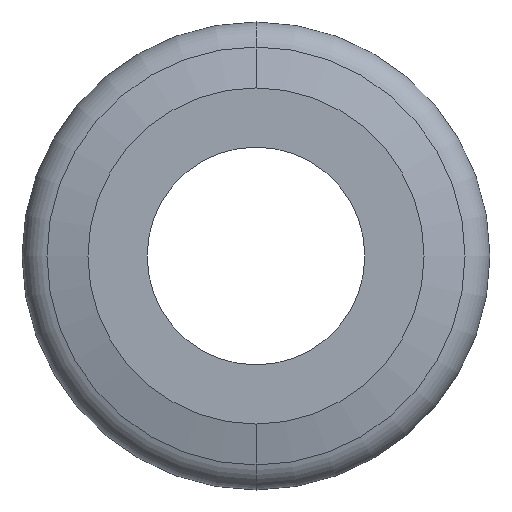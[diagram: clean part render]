
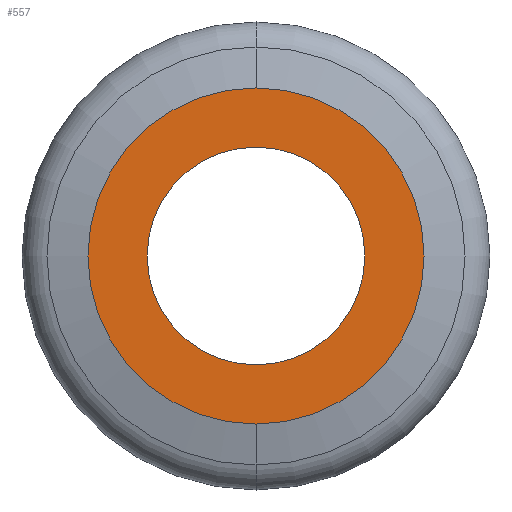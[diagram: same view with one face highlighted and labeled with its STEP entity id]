
A CAD part, left-side view. The second image highlights one B-rep face of the part: STEP entity #557.
In plain terms, the highlighted planar face has unit normal (-1, 0, 0).
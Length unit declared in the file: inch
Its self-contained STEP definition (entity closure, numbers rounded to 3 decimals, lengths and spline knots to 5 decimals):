
#8 = CIRCLE ( 'NONE', #675, 0.01652 ) ;
#16 = AXIS2_PLACEMENT_3D ( 'NONE', #185, #396, #285 ) ;
#28 = ORIENTED_EDGE ( 'NONE', *, *, #329, .T. ) ;
#34 = CARTESIAN_POINT ( 'NONE',  ( 3.43255, 5.75966, 0.0255 ) ) ;
#41 = VERTEX_POINT ( 'NONE', #420 ) ;
#43 = DIRECTION ( 'NONE',  ( 1., 0., 0. ) ) ;
#58 = CARTESIAN_POINT ( 'NONE',  ( 3.43255, 5.78516, 0. ) ) ;
#70 = EDGE_LOOP ( 'NONE', ( #28, #228 ) ) ;
#154 = FACE_BOUND ( 'NONE', #449, .T. ) ;
#157 = AXIS2_PLACEMENT_3D ( 'NONE', #217, #222, #173 ) ;
#160 = VERTEX_POINT ( 'NONE', #382 ) ;
#173 = DIRECTION ( 'NONE',  ( 0., 0., 1. ) ) ;
#185 = CARTESIAN_POINT ( 'NONE',  ( 3.43255, 5.75966, 0. ) ) ;
#197 = DIRECTION ( 'NONE',  ( 0., 0., 1. ) ) ;
#209 = ORIENTED_EDGE ( 'NONE', *, *, #487, .F. ) ;
#215 = CIRCLE ( 'NONE', #393, 0.01652 ) ;
#217 = CARTESIAN_POINT ( 'NONE',  ( 3.43255, 5.75966, 0. ) ) ;
#222 = DIRECTION ( 'NONE',  ( -1., 0., 0. ) ) ;
#228 = ORIENTED_EDGE ( 'NONE', *, *, #272, .T. ) ;
#265 = PLANE ( 'NONE',  #322 ) ;
#272 = EDGE_CURVE ( 'NONE', #618, #494, #562, .T. ) ;
#285 = DIRECTION ( 'NONE',  ( 0., 0., 1. ) ) ;
#306 = DIRECTION ( 'NONE',  ( -1., 0., 0. ) ) ;
#322 = AXIS2_PLACEMENT_3D ( 'NONE', #58, #43, #548 ) ;
#326 = FACE_OUTER_BOUND ( 'NONE', #70, .T. ) ;
#329 = EDGE_CURVE ( 'NONE', #494, #618, #635, .T. ) ;
#382 = CARTESIAN_POINT ( 'NONE',  ( 3.43255, 5.75966, -0.01652 ) ) ;
#393 = AXIS2_PLACEMENT_3D ( 'NONE', #402, #469, #197 ) ;
#394 = EDGE_CURVE ( 'NONE', #160, #41, #8, .T. ) ;
#396 = DIRECTION ( 'NONE',  ( -1., 0., 0. ) ) ;
#402 = CARTESIAN_POINT ( 'NONE',  ( 3.43255, 5.75966, 0. ) ) ;
#420 = CARTESIAN_POINT ( 'NONE',  ( 3.43255, 5.75966, 0.01652 ) ) ;
#449 = EDGE_LOOP ( 'NONE', ( #209, #650 ) ) ;
#465 = CARTESIAN_POINT ( 'NONE',  ( 3.43255, 5.75966, 0. ) ) ;
#469 = DIRECTION ( 'NONE',  ( -1., 0., 0. ) ) ;
#487 = EDGE_CURVE ( 'NONE', #41, #160, #215, .T. ) ;
#494 = VERTEX_POINT ( 'NONE', #34 ) ;
#548 = DIRECTION ( 'NONE',  ( 0., 0., -1. ) ) ;
#557 = ADVANCED_FACE ( 'NONE', ( #154, #326 ), #265, .F. ) ;
#562 = CIRCLE ( 'NONE', #157, 0.0255 ) ;
#572 = DIRECTION ( 'NONE',  ( 0., 0., 1. ) ) ;
#618 = VERTEX_POINT ( 'NONE', #712 ) ;
#635 = CIRCLE ( 'NONE', #16, 0.0255 ) ;
#650 = ORIENTED_EDGE ( 'NONE', *, *, #394, .F. ) ;
#675 = AXIS2_PLACEMENT_3D ( 'NONE', #465, #306, #572 ) ;
#712 = CARTESIAN_POINT ( 'NONE',  ( 3.43255, 5.75966, -0.0255 ) ) ;
